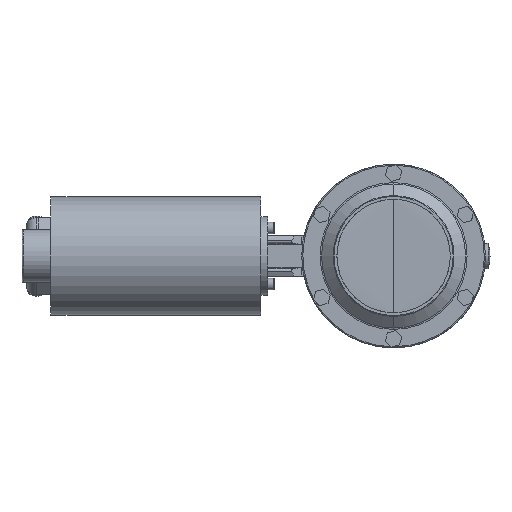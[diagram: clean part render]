
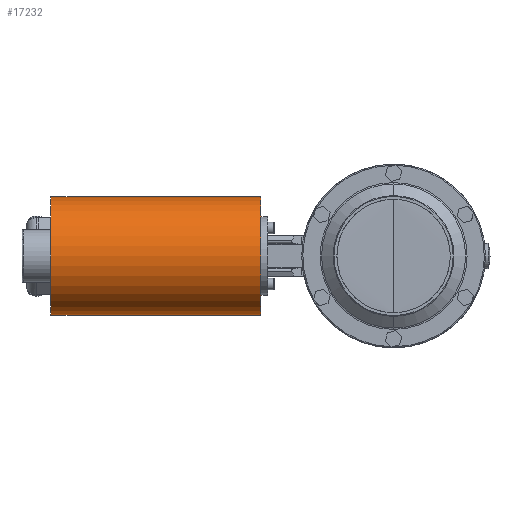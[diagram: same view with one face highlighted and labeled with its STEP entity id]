
A CAD part, left-side view. The second image highlights one B-rep face of the part: STEP entity #17232.
In plain terms, the highlighted cylindrical face has radius 52 mm (diameter 104 mm), a partial arc.
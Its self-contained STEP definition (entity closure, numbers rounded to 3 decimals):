
#2196 = CIRCLE ( 'NONE', #10941, 52. ) ;
#2223 = AXIS2_PLACEMENT_3D ( 'NONE', #7829, #6685, #16032 ) ;
#2682 = CARTESIAN_POINT ( 'NONE',  ( 0., 302., 0. ) ) ;
#3056 = VERTEX_POINT ( 'NONE', #6864 ) ;
#4123 = FACE_OUTER_BOUND ( 'NONE', #6872, .T. ) ;
#4649 = ORIENTED_EDGE ( 'NONE', *, *, #11119, .T. ) ;
#4721 = DIRECTION ( 'NONE',  ( 0., 1., 0. ) ) ;
#4771 = CIRCLE ( 'NONE', #9557, 52. ) ;
#4880 = VECTOR ( 'NONE', #14126, 1000. ) ;
#4976 = CARTESIAN_POINT ( 'NONE',  ( 0., 302., 52. ) ) ;
#5818 = ORIENTED_EDGE ( 'NONE', *, *, #8537, .F. ) ;
#5845 = VERTEX_POINT ( 'NONE', #16791 ) ;
#6223 = LINE ( 'NONE', #4976, #12088 ) ;
#6685 = DIRECTION ( 'NONE',  ( 0., -1., 0. ) ) ;
#6786 = CYLINDRICAL_SURFACE ( 'NONE', #2223, 52. ) ;
#6864 = CARTESIAN_POINT ( 'NONE',  ( 0., 302., -52. ) ) ;
#6872 = EDGE_LOOP ( 'NONE', ( #10869, #5818, #10425, #4649 ) ) ;
#7829 = CARTESIAN_POINT ( 'NONE',  ( 0., 302., 0. ) ) ;
#8357 = EDGE_CURVE ( 'NONE', #5845, #14014, #6223, .T. ) ;
#8537 = EDGE_CURVE ( 'NONE', #3056, #5845, #4771, .T. ) ;
#8752 = VERTEX_POINT ( 'NONE', #12989 ) ;
#9557 = AXIS2_PLACEMENT_3D ( 'NONE', #2682, #13440, #12388 ) ;
#10061 = LINE ( 'NONE', #16495, #4880 ) ;
#10191 = DIRECTION ( 'NONE',  ( 0., -1., 0. ) ) ;
#10360 = CARTESIAN_POINT ( 'NONE',  ( 0., 117., 0. ) ) ;
#10425 = ORIENTED_EDGE ( 'NONE', *, *, #13592, .T. ) ;
#10869 = ORIENTED_EDGE ( 'NONE', *, *, #8357, .F. ) ;
#10941 = AXIS2_PLACEMENT_3D ( 'NONE', #10360, #4721, #17061 ) ;
#11119 = EDGE_CURVE ( 'NONE', #8752, #14014, #2196, .T. ) ;
#12088 = VECTOR ( 'NONE', #10191, 1000. ) ;
#12388 = DIRECTION ( 'NONE',  ( 0., 0., 1. ) ) ;
#12989 = CARTESIAN_POINT ( 'NONE',  ( 0., 117., -52. ) ) ;
#13440 = DIRECTION ( 'NONE',  ( 0., 1., 0. ) ) ;
#13592 = EDGE_CURVE ( 'NONE', #3056, #8752, #10061, .T. ) ;
#14014 = VERTEX_POINT ( 'NONE', #16558 ) ;
#14126 = DIRECTION ( 'NONE',  ( 0., -1., 0. ) ) ;
#16032 = DIRECTION ( 'NONE',  ( 0., 0., -1. ) ) ;
#16495 = CARTESIAN_POINT ( 'NONE',  ( 0., 302., -52. ) ) ;
#16558 = CARTESIAN_POINT ( 'NONE',  ( 0., 117., 52. ) ) ;
#16791 = CARTESIAN_POINT ( 'NONE',  ( 0., 302., 52. ) ) ;
#17061 = DIRECTION ( 'NONE',  ( 0., 0., 1. ) ) ;
#17232 = ADVANCED_FACE ( 'NONE', ( #4123 ), #6786, .T. ) ;
